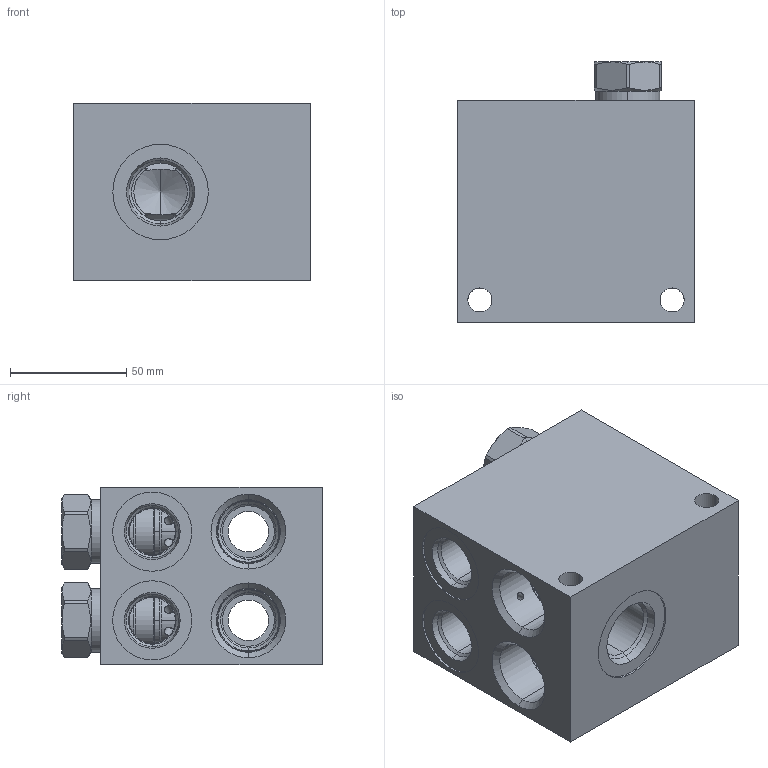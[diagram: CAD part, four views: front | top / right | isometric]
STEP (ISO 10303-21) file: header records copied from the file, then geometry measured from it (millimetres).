
FILE_DESCRIPTION((''),'2;1');
FILE_NAME('BMK_ASM','2020-10-19T',('ProEService'),(''),'PRO/ENGINEER BY PARAMETRIC TECHNOLOGY CORPORATION, 2014200','PRO/ENGINEER BY PARAMETRIC TECHNOLOGY CORPORATION, 2014200','');
FILE_SCHEMA(('CONFIG_CONTROL_DESIGN'));
Length unit declared in the file: inch
Products named in the file (3): 150-052-003; CXEDXCN; BMK_ASM
Assembly tree (3 placements, depth 2):
  BMK_ASM
    150-052-003
    CXEDXCN  x2
Bounding box: 101.6 x 111.91 x 76.2 mm (x, y, z)
Volume: 589659.6 mm3; surface area: 100403.7 mm2
Topology: 7 solids, 9 shells, 513 faces, 1511 edges, 1160 vertices
Faces by surface type: cylinder 218, cone 114, plane 105, torus 52, revolution 16, sphere 8
Entity records: 13854 total; most frequent: CARTESIAN_POINT 4239, DIRECTION 2067, ORIENTED_EDGE 1622, EDGE_CURVE 811, AXIS2_PLACEMENT_3D 740, VECTOR 579, LINE 579, VERTEX_POINT 495
